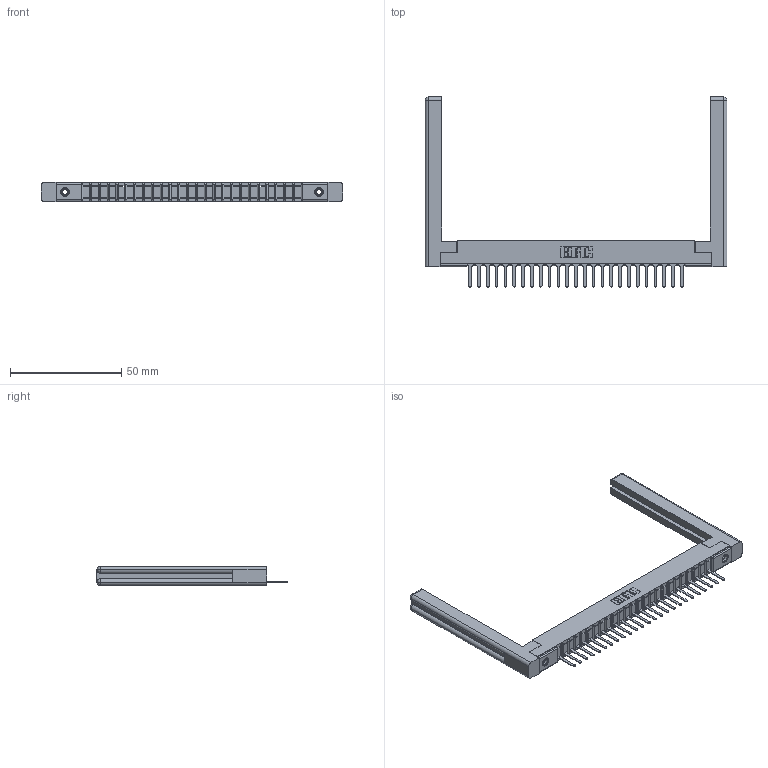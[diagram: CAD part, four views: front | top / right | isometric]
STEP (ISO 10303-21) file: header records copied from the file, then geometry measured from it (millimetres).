
FILE_DESCRIPTION (( 'STEP AP203' ), '1' );
FILE_NAME ('357-025-427-158.STEP', '2020-10-01T14:35:15', ( '' ), ( '' ), 'SwSTEP 2.0', 'SolidWorks 2020', '' );
FILE_SCHEMA (( 'CONFIG_CONTROL_DESIGN' ));
Length unit declared in the file: inch
Products named in the file (5): 345-250-001_345-250-001-102; 307-220-058; 307-290-001_527; 357-025-427-158; 307 Part_.156 Dia Mounting Holes
Assembly tree (30 placements, depth 2):
  357-025-427-158
    307 Part_.156 Dia Mounting Holes
    307-290-001_527  x25
    307-220-058  x2
    345-250-001_345-250-001-102  x2
Bounding box: 135.69 x 85.42 x 8.71 mm (x, y, z)
Volume: 16292.9 mm3; surface area: 18824.6 mm2
Topology: 30 solids, 30 shells, 1686 faces, 4727 edges, 3034 vertices
Faces by surface type: plane 1079, cylinder 531, sphere 52, torus 12, cone 12
Entity records: 26129 total; most frequent: CARTESIAN_POINT 4403, ORIENTED_EDGE 4328, DIRECTION 4252, EDGE_CURVE 2164, VECTOR 1650, LINE 1650, VERTEX_POINT 1398, AXIS2_PLACEMENT_3D 1301
